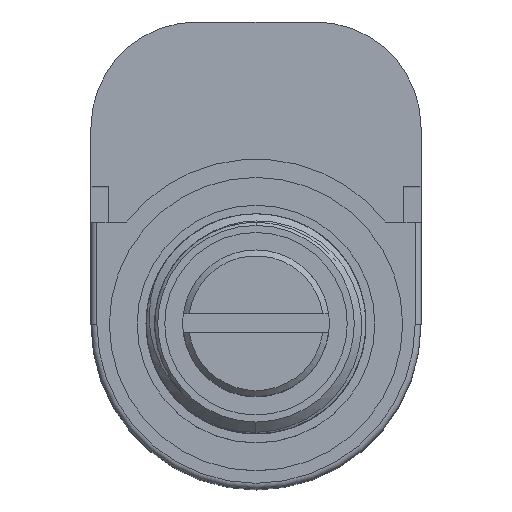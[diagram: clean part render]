
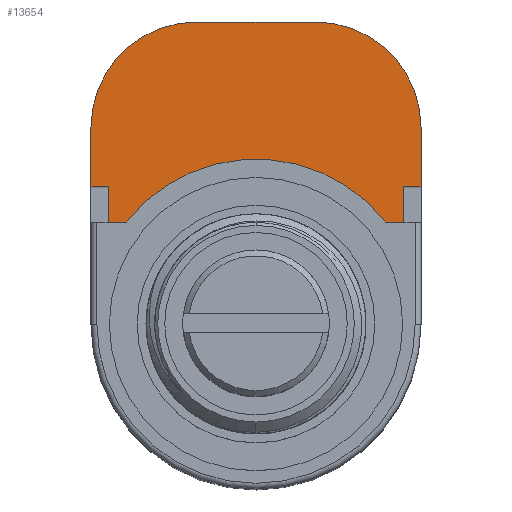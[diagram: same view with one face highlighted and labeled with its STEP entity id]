
A CAD part, top view. The second image highlights one B-rep face of the part: STEP entity #13654.
In plain terms, the highlighted planar face has unit normal (0, 0, 1).
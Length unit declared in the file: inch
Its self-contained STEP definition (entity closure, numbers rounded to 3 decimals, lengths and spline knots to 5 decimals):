
#738=DIRECTION('',(0.,-1.,0.));
#739=VECTOR('',#738,0.101);
#740=CARTESIAN_POINT('',(-0.28125,0.335,0.065));
#741=LINE('',#740,#739);
#750=DIRECTION('',(-1.,0.,0.));
#751=VECTOR('',#750,0.2025);
#752=CARTESIAN_POINT('',(0.10125,0.515,0.065));
#753=LINE('',#752,#751);
#1554=CARTESIAN_POINT('',(-0.10125,0.335,0.065));
#1555=DIRECTION('',(0.,0.,-1.));
#1556=DIRECTION('',(-1.,0.,0.));
#1557=AXIS2_PLACEMENT_3D('',#1554,#1555,#1556);
#1559=CARTESIAN_POINT('',(0.10125,0.335,0.065));
#1560=DIRECTION('',(0.,0.,-1.));
#1561=DIRECTION('',(0.,1.,0.));
#1562=AXIS2_PLACEMENT_3D('',#1559,#1560,#1561);
#1564=DIRECTION('',(0.,-1.,0.));
#1565=VECTOR('',#1564,0.101);
#1566=CARTESIAN_POINT('',(0.28125,0.335,0.065));
#1567=LINE('',#1566,#1565);
#1568=DIRECTION('',(-1.,0.,0.));
#1569=VECTOR('',#1568,0.03);
#1570=CARTESIAN_POINT('',(0.28125,0.234,0.065));
#1571=LINE('',#1570,#1569);
#1572=CARTESIAN_POINT('',(0.,0.,0.065));
#1573=DIRECTION('',(0.,0.,1.));
#1574=DIRECTION('',(0.786,0.619,0.));
#1575=AXIS2_PLACEMENT_3D('',#1572,#1573,#1574);
#1577=DIRECTION('',(1.,0.,0.));
#1578=VECTOR('',#1577,0.03);
#1579=CARTESIAN_POINT('',(-0.28125,0.234,0.065));
#1580=LINE('',#1579,#1578);
#1585=DIRECTION('',(0.,-1.,0.));
#1586=VECTOR('',#1585,0.06);
#1587=CARTESIAN_POINT('',(-0.25125,0.234,0.065));
#1588=LINE('',#1587,#1586);
#1597=DIRECTION('',(1.,0.,0.));
#1598=VECTOR('',#1597,0.03028);
#1599=CARTESIAN_POINT('',(-0.25125,0.174,0.065));
#1600=LINE('',#1599,#1598);
#1665=DIRECTION('',(1.,0.,0.));
#1666=VECTOR('',#1665,0.03028);
#1667=CARTESIAN_POINT('',(0.22097,0.174,0.065));
#1668=LINE('',#1667,#1666);
#1690=DIRECTION('',(0.,1.,0.));
#1691=VECTOR('',#1690,0.06);
#1692=CARTESIAN_POINT('',(0.25125,0.174,0.065));
#1693=LINE('',#1692,#1691);
#9419=CARTESIAN_POINT('',(0.28125,0.335,0.065));
#9421=VERTEX_POINT('',#9419);
#9428=CARTESIAN_POINT('',(0.28125,0.234,0.065));
#9429=VERTEX_POINT('',#9428);
#9430=CARTESIAN_POINT('',(-0.28125,0.234,0.065));
#9431=CARTESIAN_POINT('',(-0.25125,0.234,0.065));
#9432=VERTEX_POINT('',#9430);
#9433=VERTEX_POINT('',#9431);
#9434=CARTESIAN_POINT('',(-0.28125,0.335,0.065));
#9435=VERTEX_POINT('',#9434);
#9436=CARTESIAN_POINT('',(-0.10125,0.515,0.065));
#9437=VERTEX_POINT('',#9436);
#9438=CARTESIAN_POINT('',(0.10125,0.515,0.065));
#9439=VERTEX_POINT('',#9438);
#9440=CARTESIAN_POINT('',(0.25125,0.234,0.065));
#9441=VERTEX_POINT('',#9440);
#9442=CARTESIAN_POINT('',(0.25125,0.174,0.065));
#9443=VERTEX_POINT('',#9442);
#9444=CARTESIAN_POINT('',(0.22097,0.174,0.065));
#9445=VERTEX_POINT('',#9444);
#9446=CARTESIAN_POINT('',(-0.22097,0.174,0.065));
#9447=VERTEX_POINT('',#9446);
#9448=CARTESIAN_POINT('',(-0.25125,0.174,0.065));
#9449=VERTEX_POINT('',#9448);
#13629=CARTESIAN_POINT('',(0.,0.3445,0.065));
#13630=DIRECTION('',(0.,0.,1.));
#13631=DIRECTION('',(1.,0.,0.));
#13632=AXIS2_PLACEMENT_3D('',#13629,#13630,#13631);
#13633=PLANE('',#13632);
#13635=ORIENTED_EDGE('',*,*,#13634,.F.);
#13636=ORIENTED_EDGE('',*,*,#12854,.F.);
#13637=ORIENTED_EDGE('',*,*,#12876,.T.);
#13638=ORIENTED_EDGE('',*,*,#12890,.F.);
#13639=ORIENTED_EDGE('',*,*,#13586,.T.);
#13640=ORIENTED_EDGE('',*,*,#13600,.T.);
#13641=ORIENTED_EDGE('',*,*,#13619,.T.);
#13643=ORIENTED_EDGE('',*,*,#13642,.F.);
#13645=ORIENTED_EDGE('',*,*,#13644,.F.);
#13647=ORIENTED_EDGE('',*,*,#13646,.T.);
#13649=ORIENTED_EDGE('',*,*,#13648,.F.);
#13651=ORIENTED_EDGE('',*,*,#13650,.F.);
#13652=EDGE_LOOP('',(#13635,#13636,#13637,#13638,#13639,#13640,#13641,#13643,
#13645,#13647,#13649,#13651));
#13653=FACE_OUTER_BOUND('',#13652,.F.);
#1558=CIRCLE('',#1557,0.18);
#1563=CIRCLE('',#1562,0.18);
#1576=CIRCLE('',#1575,0.28125);
#12854=EDGE_CURVE('',#9435,#9432,#741,.T.);
#12876=EDGE_CURVE('',#9435,#9437,#1558,.T.);
#12890=EDGE_CURVE('',#9439,#9437,#753,.T.);
#13586=EDGE_CURVE('',#9439,#9421,#1563,.T.);
#13600=EDGE_CURVE('',#9421,#9429,#1567,.T.);
#13619=EDGE_CURVE('',#9429,#9441,#1571,.T.);
#13634=EDGE_CURVE('',#9432,#9433,#1580,.T.);
#13642=EDGE_CURVE('',#9443,#9441,#1693,.T.);
#13644=EDGE_CURVE('',#9445,#9443,#1668,.T.);
#13646=EDGE_CURVE('',#9445,#9447,#1576,.T.);
#13648=EDGE_CURVE('',#9449,#9447,#1600,.T.);
#13650=EDGE_CURVE('',#9433,#9449,#1588,.T.);
#13654=ADVANCED_FACE('',(#13653),#13633,.T.);
